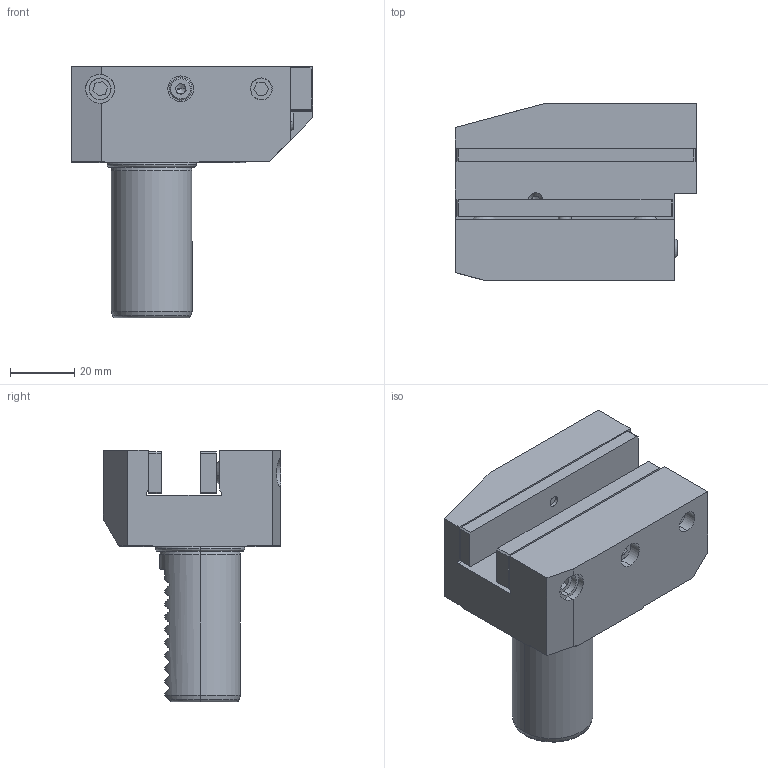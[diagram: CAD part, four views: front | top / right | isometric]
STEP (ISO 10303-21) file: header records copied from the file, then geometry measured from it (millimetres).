
FILE_DESCRIPTION (( 'STEP AP203' ), '1' );
FILE_NAME ('STEP.STEP', '2020-05-11T10:53:54', ( '' ), ( '' ), 'SwSTEP 2.0', 'SolidWorks 2017', '' );
FILE_SCHEMA (( 'CONFIG_CONTROL_DESIGN' ));
Length unit declared in the file: millimetre
Products named in the file (1): STEP
Bounding box: 75 x 55 x 78 mm (x, y, z)
Volume: 114055.7 mm3; surface area: 31179.1 mm2
Topology: 11 solids, 11 shells, 268 faces, 657 edges, 407 vertices
Faces by surface type: plane 134, cylinder 68, cone 43, torus 17, sphere 4, bspline 2
Entity records: 9995 total; most frequent: CARTESIAN_POINT 3736, DIRECTION 1300, ORIENTED_EDGE 1274, EDGE_CURVE 637, AXIS2_PLACEMENT_3D 475, VERTEX_POINT 401, VECTOR 350, LINE 350
